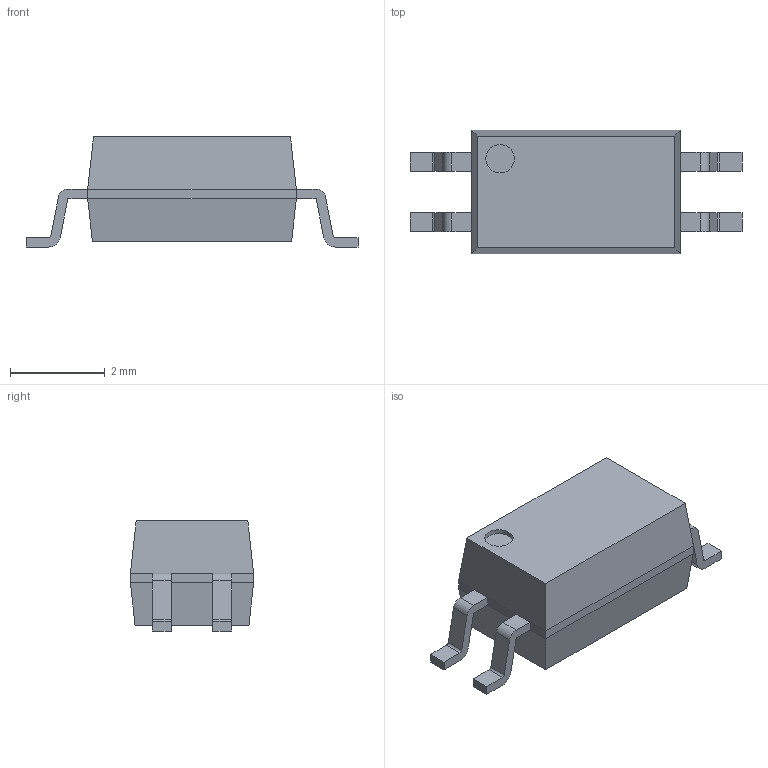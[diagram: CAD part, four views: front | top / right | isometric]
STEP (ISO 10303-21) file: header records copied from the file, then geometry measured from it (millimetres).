
FILE_DESCRIPTION((''),'2;1');
FILE_NAME('SOIC127P700X242-4N.stp','2014-11-11T11:26:56',(''),(''),'Mechanical Desktop 2011','Mechanical Desktop 2011',', , ');
FILE_SCHEMA(('AUTOMOTIVE_DESIGN { 1 2 10303 214 1 1 1 1 }'));
Length unit declared in the file: millimetre
Products named in the file (1): Product
Bounding box: 7 x 2.6 x 2.32 mm (x, y, z)
Volume: 24.3 mm3; surface area: 60.7 mm2
Topology: 5 solids, 5 shells, 69 faces, 166 edges, 108 vertices
Faces by surface type: plane 55, cylinder 14
Entity records: 2032 total; most frequent: CARTESIAN_POINT 344, DIRECTION 334, ORIENTED_EDGE 332, EDGE_CURVE 166, VECTOR 138, LINE 138, VERTEX_POINT 108, AXIS2_PLACEMENT_3D 98
